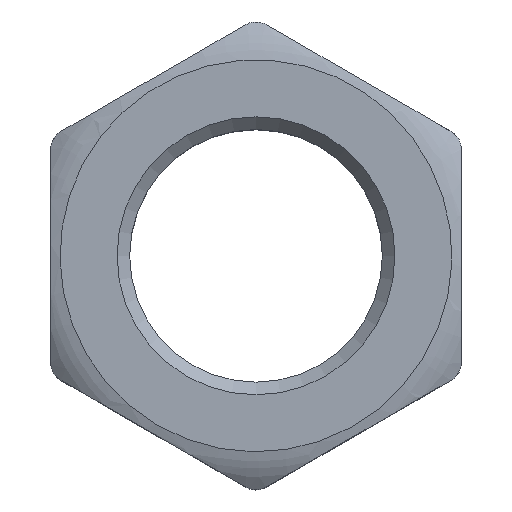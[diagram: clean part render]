
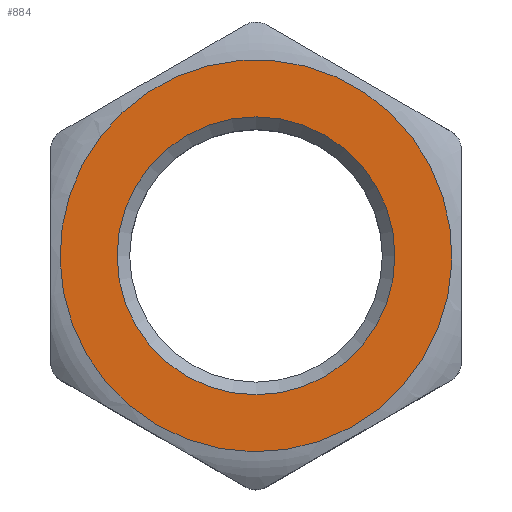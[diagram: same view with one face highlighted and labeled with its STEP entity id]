
A CAD part, top view. The second image highlights one B-rep face of the part: STEP entity #884.
In plain terms, the highlighted planar face has unit normal (0, 0, 1).
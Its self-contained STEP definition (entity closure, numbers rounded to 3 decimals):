
#234=CARTESIAN_POINT('',(-5.374,-3.103,6.8));
#235=VERTEX_POINT('',#234);
#236=CARTESIAN_POINT('',(0.0,0.,6.8));
#237=DIRECTION('',(0.0,0.0,1.0));
#238=DIRECTION('',(1.0,0.0,0.0));
#239=AXIS2_PLACEMENT_3D('',#236,#237,#238);
#240=CIRCLE('',#239,6.206);
#241=EDGE_CURVE('',#235,#235,#240,.T.);
#861=CARTESIAN_POINT('',(4.4,0.,6.8));
#862=VERTEX_POINT('',#861);
#863=CARTESIAN_POINT('',(0.0,0.,6.8));
#864=DIRECTION('',(0.0,0.0,1.0));
#865=DIRECTION('',(-1.0,0.0,0.0));
#866=AXIS2_PLACEMENT_3D('',#863,#864,#865);
#867=CIRCLE('',#866,4.4);
#868=EDGE_CURVE('',#862,#862,#867,.T.);
#873=CARTESIAN_POINT('',(0.,0.,6.8));
#874=DIRECTION('',(0.0,0.0,1.0));
#875=DIRECTION('',(1.0,0.0,0.0));
#876=AXIS2_PLACEMENT_3D('',#873,#874,#875);
#877=PLANE('',#876);
#878=ORIENTED_EDGE('',*,*,#241,.T.);
#879=EDGE_LOOP('',(#878));
#880=FACE_OUTER_BOUND('',#879,.T.);
#881=ORIENTED_EDGE('',*,*,#868,.F.);
#882=EDGE_LOOP('',(#881));
#883=FACE_BOUND('',#882,.T.);
#884=ADVANCED_FACE('',(#880,#883),#877,.T.);
